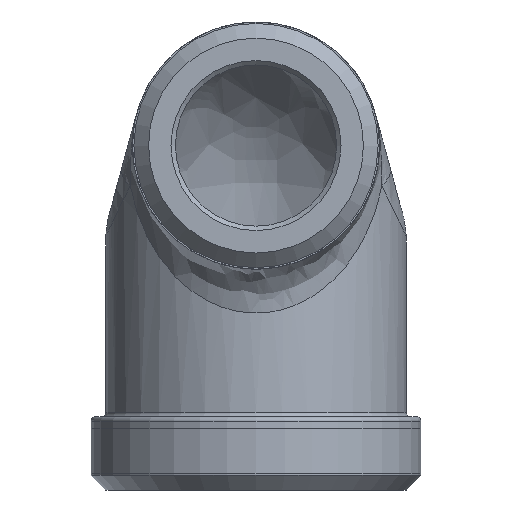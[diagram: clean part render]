
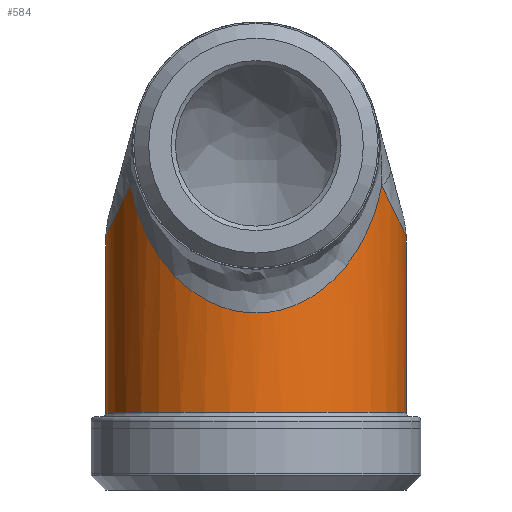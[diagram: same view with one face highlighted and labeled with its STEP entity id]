
A CAD part, left-side view. The second image highlights one B-rep face of the part: STEP entity #584.
In plain terms, the highlighted cylindrical face has radius 10.25 mm (diameter 20.5 mm), a full revolution.
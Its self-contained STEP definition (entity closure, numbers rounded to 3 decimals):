
#48=B_SPLINE_CURVE_WITH_KNOTS('',3,(#890,#891,#892,#893,#894,#895,#896,
#897,#898,#899,#900,#901,#902,#903,#904,#905,#906,#907,#908,#909,#910,#911,
#912,#913,#914,#915,#916,#917,#918,#919,#920,#921,#922,#923,#924,#925,#926,
#927,#928,#929,#930,#931,#932,#933,#934,#935,#936,#937,#938,#939,#940,#941,
#942,#943,#944,#945,#946,#947),.UNSPECIFIED.,.F.,.F.,(4,3,3,3,3,3,3,3,3,
3,3,3,3,3,3,3,3,3,3,4),(-9.392,-9.383,-9.345,
-9.024,-8.936,-8.703,-8.464,
-8.275,-8.098,-8.061,-7.74,
-7.633,-7.46,-7.419,-7.057,
-6.777,-6.506,-6.456,-6.135,
-6.088),.UNSPECIFIED.);
#76=ELLIPSE('',#645,23.512,10.25);
#77=ELLIPSE('',#647,23.512,10.25);
#95=CYLINDRICAL_SURFACE('',#644,10.25);
#109=FACE_BOUND('',#191,.T.);
#134=FACE_OUTER_BOUND('',#190,.T.);
#190=EDGE_LOOP('',(#425,#426,#427,#428));
#191=EDGE_LOOP('',(#429));
#257=CIRCLE('',#641,10.25);
#259=CIRCLE('',#646,10.25);
#288=VERTEX_POINT('',#877);
#290=VERTEX_POINT('',#883);
#291=VERTEX_POINT('',#884);
#292=VERTEX_POINT('',#886);
#293=VERTEX_POINT('',#888);
#341=EDGE_CURVE('',#288,#288,#257,.T.);
#343=EDGE_CURVE('',#290,#291,#76,.T.);
#344=EDGE_CURVE('',#292,#290,#259,.T.);
#345=EDGE_CURVE('',#293,#292,#77,.T.);
#346=EDGE_CURVE('',#291,#293,#48,.T.);
#425=ORIENTED_EDGE('',*,*,#343,.F.);
#426=ORIENTED_EDGE('',*,*,#344,.F.);
#427=ORIENTED_EDGE('',*,*,#345,.F.);
#428=ORIENTED_EDGE('',*,*,#346,.F.);
#429=ORIENTED_EDGE('',*,*,#341,.F.);
#584=ADVANCED_FACE('',(#134,#109),#95,.T.);
#641=AXIS2_PLACEMENT_3D('',#878,#730,#731);
#644=AXIS2_PLACEMENT_3D('',#882,#736,#737);
#645=AXIS2_PLACEMENT_3D('',#885,#738,#739);
#646=AXIS2_PLACEMENT_3D('',#887,#740,#741);
#647=AXIS2_PLACEMENT_3D('',#889,#742,#743);
#730=DIRECTION('center_axis',(0.,0.,-1.));
#731=DIRECTION('ref_axis',(-1.,0.,0.));
#736=DIRECTION('center_axis',(0.,0.,1.));
#737=DIRECTION('ref_axis',(1.,0.,0.));
#738=DIRECTION('center_axis',(0.,0.9,0.436));
#739=DIRECTION('ref_axis',(0.,0.436,-0.9));
#740=DIRECTION('center_axis',(0.,0.,1.));
#741=DIRECTION('ref_axis',(1.,0.,0.));
#742=DIRECTION('center_axis',(0.,-0.9,0.436));
#743=DIRECTION('ref_axis',(0.,-0.436,-0.9));
#877=CARTESIAN_POINT('',(10.25,0.,-18.2));
#878=CARTESIAN_POINT('Origin',(0.,0.,-18.2));
#882=CARTESIAN_POINT('Origin',(0.,0.,-12.035));
#883=CARTESIAN_POINT('',(2.425,9.959,-5.569));
#884=CARTESIAN_POINT('',(-5.598,8.586,-2.734));
#885=CARTESIAN_POINT('Origin',(0.,0.,14.991));
#886=CARTESIAN_POINT('',(2.425,-9.959,-5.569));
#887=CARTESIAN_POINT('Origin',(0.,0.,-5.569));
#888=CARTESIAN_POINT('',(-5.598,-8.586,-2.734));
#889=CARTESIAN_POINT('Origin',(0.,0.,14.991));
#890=CARTESIAN_POINT('Ctrl Pts',(-5.6,8.585,-2.734));
#891=CARTESIAN_POINT('Ctrl Pts',(-5.608,8.58,-2.761));
#892=CARTESIAN_POINT('Ctrl Pts',(-5.616,8.575,-2.788));
#893=CARTESIAN_POINT('Ctrl Pts',(-5.624,8.569,-2.815));
#894=CARTESIAN_POINT('Ctrl Pts',(-5.659,8.546,-2.932));
#895=CARTESIAN_POINT('Ctrl Pts',(-5.695,8.522,-3.047));
#896=CARTESIAN_POINT('Ctrl Pts',(-5.733,8.497,-3.162));
#897=CARTESIAN_POINT('Ctrl Pts',(-6.045,8.287,-4.113));
#898=CARTESIAN_POINT('Ctrl Pts',(-6.442,7.992,-4.98));
#899=CARTESIAN_POINT('Ctrl Pts',(-6.849,7.626,-5.784));
#900=CARTESIAN_POINT('Ctrl Pts',(-6.96,7.526,-6.005));
#901=CARTESIAN_POINT('Ctrl Pts',(-7.073,7.42,-6.221));
#902=CARTESIAN_POINT('Ctrl Pts',(-7.186,7.309,-6.432));
#903=CARTESIAN_POINT('Ctrl Pts',(-7.484,7.016,-6.989));
#904=CARTESIAN_POINT('Ctrl Pts',(-7.783,6.686,-7.512));
#905=CARTESIAN_POINT('Ctrl Pts',(-8.071,6.318,-7.998));
#906=CARTESIAN_POINT('Ctrl Pts',(-8.367,5.94,-8.497));
#907=CARTESIAN_POINT('Ctrl Pts',(-8.652,5.521,-8.958));
#908=CARTESIAN_POINT('Ctrl Pts',(-8.912,5.063,-9.372));
#909=CARTESIAN_POINT('Ctrl Pts',(-9.118,4.701,-9.698));
#910=CARTESIAN_POINT('Ctrl Pts',(-9.308,4.314,-9.995));
#911=CARTESIAN_POINT('Ctrl Pts',(-9.477,3.904,-10.256));
#912=CARTESIAN_POINT('Ctrl Pts',(-9.635,3.52,-10.5));
#913=CARTESIAN_POINT('Ctrl Pts',(-9.775,3.116,-10.713));
#914=CARTESIAN_POINT('Ctrl Pts',(-9.889,2.696,-10.887));
#915=CARTESIAN_POINT('Ctrl Pts',(-9.913,2.607,-10.923));
#916=CARTESIAN_POINT('Ctrl Pts',(-9.936,2.518,-10.958));
#917=CARTESIAN_POINT('Ctrl Pts',(-9.958,2.428,-10.992));
#918=CARTESIAN_POINT('Ctrl Pts',(-10.147,1.653,-11.277));
#919=CARTESIAN_POINT('Ctrl Pts',(-10.25,0.827,-11.429));
#920=CARTESIAN_POINT('Ctrl Pts',(-10.25,0.,
-11.43));
#921=CARTESIAN_POINT('Ctrl Pts',(-10.25,-0.276,-11.43));
#922=CARTESIAN_POINT('Ctrl Pts',(-10.239,-0.552,-11.414));
#923=CARTESIAN_POINT('Ctrl Pts',(-10.217,-0.826,-11.381));
#924=CARTESIAN_POINT('Ctrl Pts',(-10.181,-1.269,-11.328));
#925=CARTESIAN_POINT('Ctrl Pts',(-10.116,-1.708,-11.229));
#926=CARTESIAN_POINT('Ctrl Pts',(-10.026,-2.133,-11.093));
#927=CARTESIAN_POINT('Ctrl Pts',(-10.004,-2.233,-11.061));
#928=CARTESIAN_POINT('Ctrl Pts',(-9.982,-2.332,-11.026));
#929=CARTESIAN_POINT('Ctrl Pts',(-9.958,-2.431,-10.99));
#930=CARTESIAN_POINT('Ctrl Pts',(-9.744,-3.304,-10.667));
#931=CARTESIAN_POINT('Ctrl Pts',(-9.424,-4.111,-10.18));
#932=CARTESIAN_POINT('Ctrl Pts',(-9.043,-4.825,-9.579));
#933=CARTESIAN_POINT('Ctrl Pts',(-8.749,-5.377,-9.114));
#934=CARTESIAN_POINT('Ctrl Pts',(-8.417,-5.877,-8.581));
#935=CARTESIAN_POINT('Ctrl Pts',(-8.07,-6.319,-7.996));
#936=CARTESIAN_POINT('Ctrl Pts',(-7.734,-6.748,-7.43));
#937=CARTESIAN_POINT('Ctrl Pts',(-7.385,-7.124,-6.816));
#938=CARTESIAN_POINT('Ctrl Pts',(-7.039,-7.451,-6.154));
#939=CARTESIAN_POINT('Ctrl Pts',(-6.975,-7.511,-6.032));
#940=CARTESIAN_POINT('Ctrl Pts',(-6.912,-7.57,-5.909));
#941=CARTESIAN_POINT('Ctrl Pts',(-6.848,-7.626,-5.784));
#942=CARTESIAN_POINT('Ctrl Pts',(-6.441,-7.992,-4.981));
#943=CARTESIAN_POINT('Ctrl Pts',(-6.044,-8.287,-4.114));
#944=CARTESIAN_POINT('Ctrl Pts',(-5.732,-8.497,-3.162));
#945=CARTESIAN_POINT('Ctrl Pts',(-5.686,-8.528,-3.021));
#946=CARTESIAN_POINT('Ctrl Pts',(-5.642,-8.558,-2.878));
#947=CARTESIAN_POINT('Ctrl Pts',(-5.6,-8.585,-2.734));
